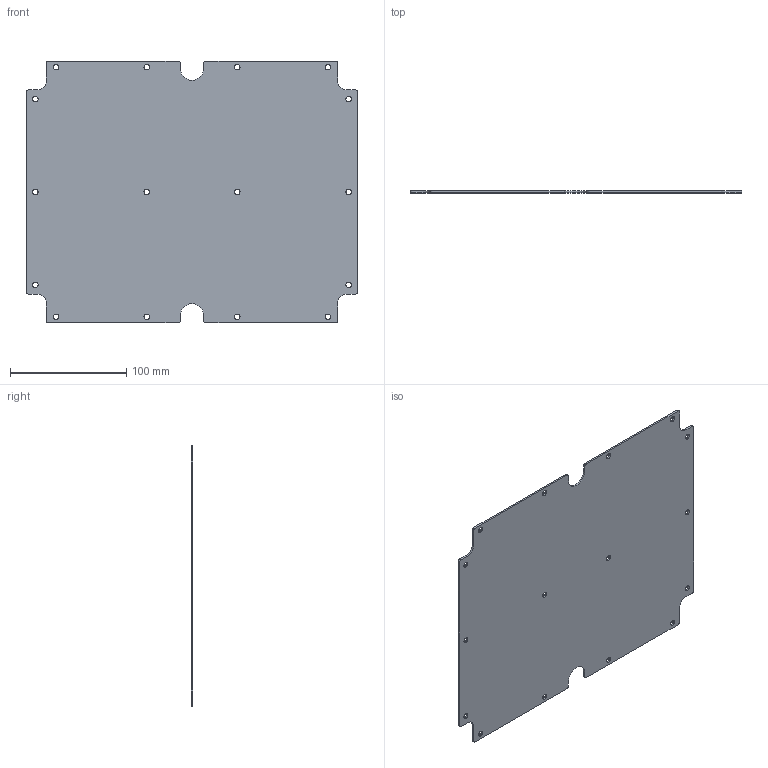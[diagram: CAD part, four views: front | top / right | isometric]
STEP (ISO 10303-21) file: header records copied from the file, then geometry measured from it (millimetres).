
FILE_DESCRIPTION (( 'STEP AP203' ), '1' );
FILE_NAME ('1554YPL.step', '2020-11-14T12:51:57', ( 'ADC123' ), ( 'Microsoft' ), 'SwSTEP 2.0', 'SolidWorks 2019', '' );
FILE_SCHEMA (( 'CONFIG_CONTROL_DESIGN' ));
Length unit declared in the file: inch
Products named in the file (1): 1554YPL
Bounding box: 285 x 1.63 x 225 mm (x, y, z)
Volume: 100131.1 mm3; surface area: 125281.7 mm2
Topology: 1 solids, 1 shells, 54 faces, 156 edges, 104 vertices
Faces by surface type: cylinder 34, plane 20
Full cylindrical faces by diameter (mm): 4.763 x16
Entity records: 1871 total; most frequent: DIRECTION 318, CARTESIAN_POINT 299, ORIENTED_EDGE 280, EDGE_CURVE 140, AXIS2_PLACEMENT_3D 123, VERTEX_POINT 104, EDGE_LOOP 102, LINE 72
